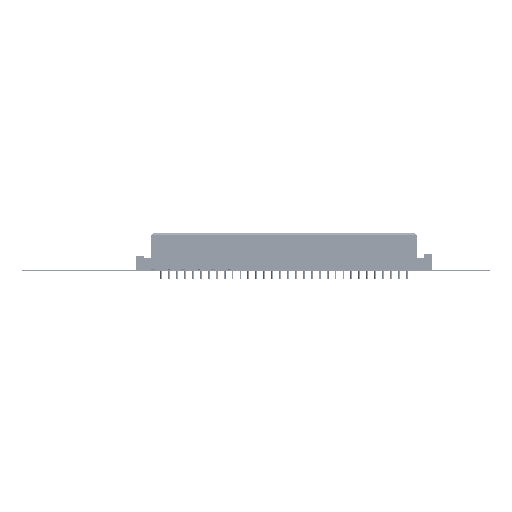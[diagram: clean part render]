
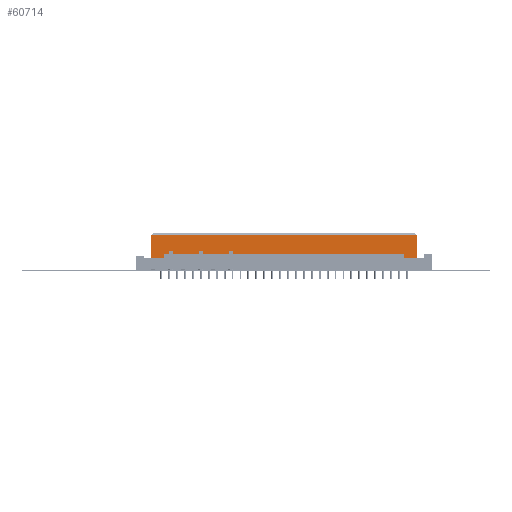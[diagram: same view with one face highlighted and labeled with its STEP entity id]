
A CAD part, left-side view. The second image highlights one B-rep face of the part: STEP entity #60714.
In plain terms, the highlighted planar face has unit normal (-1, 0, 0).
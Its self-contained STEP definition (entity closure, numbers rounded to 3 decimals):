
#59655 = VERTEX_POINT('',#59656);
#59656 = CARTESIAN_POINT('',(6.913,-15.542,4.95));
#60038 = VERTEX_POINT('',#60039);
#60039 = CARTESIAN_POINT('',(6.913,-15.542,89.95));
#60062 = EDGE_CURVE('',#59655,#60038,#60063,.T.);
#60063 = LINE('',#60064,#60065);
#60064 = CARTESIAN_POINT('',(6.913,-15.542,4.95));
#60065 = VECTOR('',#60066,1.);
#60066 = DIRECTION('',(0.,0.,1.));
#60617 = VERTEX_POINT('',#60618);
#60618 = CARTESIAN_POINT('',(6.913,-22.792,
    8.95));
#60624 = EDGE_CURVE('',#60625,#60617,#60627,.T.);
#60625 = VERTEX_POINT('',#60626);
#60626 = CARTESIAN_POINT('',(6.913,-22.792,4.95));
#60627 = LINE('',#60628,#60629);
#60628 = CARTESIAN_POINT('',(6.913,-22.792,4.95));
#60629 = VECTOR('',#60630,1.);
#60630 = DIRECTION('',(0.,0.,1.));
#60646 = EDGE_CURVE('',#60617,#60647,#60649,.T.);
#60647 = VERTEX_POINT('',#60648);
#60648 = CARTESIAN_POINT('',(6.913,-21.442,
    8.95));
#60649 = LINE('',#60650,#60651);
#60650 = CARTESIAN_POINT('',(6.913,-22.792,
    8.95));
#60651 = VECTOR('',#60652,1.);
#60652 = DIRECTION('',(0.,1.,0.));
#60671 = VERTEX_POINT('',#60672);
#60672 = CARTESIAN_POINT('',(6.913,-21.442,85.95));
#60678 = EDGE_CURVE('',#60647,#60671,#60679,.T.);
#60679 = LINE('',#60680,#60681);
#60680 = CARTESIAN_POINT('',(6.913,-21.442,
    8.95));
#60681 = VECTOR('',#60682,1.);
#60682 = DIRECTION('',(0.,0.,1.));
#60696 = VERTEX_POINT('',#60697);
#60697 = CARTESIAN_POINT('',(6.913,-22.792,85.95));
#60703 = EDGE_CURVE('',#60671,#60696,#60704,.T.);
#60704 = LINE('',#60705,#60706);
#60705 = CARTESIAN_POINT('',(6.913,-21.442,85.95));
#60706 = VECTOR('',#60707,1.);
#60707 = DIRECTION('',(0.,-1.,0.));
#60714 = ADVANCED_FACE('',(#60715),#60742,.T.);
#60715 = FACE_BOUND('',#60716,.T.);
#60716 = EDGE_LOOP('',(#60717,#60718,#60726,#60732,#60733,#60739,#60740,
    #60741));
#60717 = ORIENTED_EDGE('',*,*,#60703,.T.);
#60718 = ORIENTED_EDGE('',*,*,#60719,.T.);
#60719 = EDGE_CURVE('',#60696,#60720,#60722,.T.);
#60720 = VERTEX_POINT('',#60721);
#60721 = CARTESIAN_POINT('',(6.913,-22.792,89.95));
#60722 = LINE('',#60723,#60724);
#60723 = CARTESIAN_POINT('',(6.913,-22.792,85.95));
#60724 = VECTOR('',#60725,1.);
#60725 = DIRECTION('',(0.,0.,1.));
#60726 = ORIENTED_EDGE('',*,*,#60727,.T.);
#60727 = EDGE_CURVE('',#60720,#60038,#60728,.T.);
#60728 = LINE('',#60729,#60730);
#60729 = CARTESIAN_POINT('',(6.913,-22.792,89.95));
#60730 = VECTOR('',#60731,1.);
#60731 = DIRECTION('',(0.,1.,0.));
#60732 = ORIENTED_EDGE('',*,*,#60062,.F.);
#60733 = ORIENTED_EDGE('',*,*,#60734,.T.);
#60734 = EDGE_CURVE('',#59655,#60625,#60735,.T.);
#60735 = LINE('',#60736,#60737);
#60736 = CARTESIAN_POINT('',(6.913,-15.542,4.95));
#60737 = VECTOR('',#60738,1.);
#60738 = DIRECTION('',(0.,-1.,0.));
#60739 = ORIENTED_EDGE('',*,*,#60624,.T.);
#60740 = ORIENTED_EDGE('',*,*,#60646,.T.);
#60741 = ORIENTED_EDGE('',*,*,#60678,.T.);
#60742 = PLANE('',#60743);
#60743 = AXIS2_PLACEMENT_3D('',#60744,#60745,#60746);
#60744 = CARTESIAN_POINT('',(6.913,-14.792,-0.1));
#60745 = DIRECTION('',(-1.,0.,0.));
#60746 = DIRECTION('',(0.,-1.,0.));
